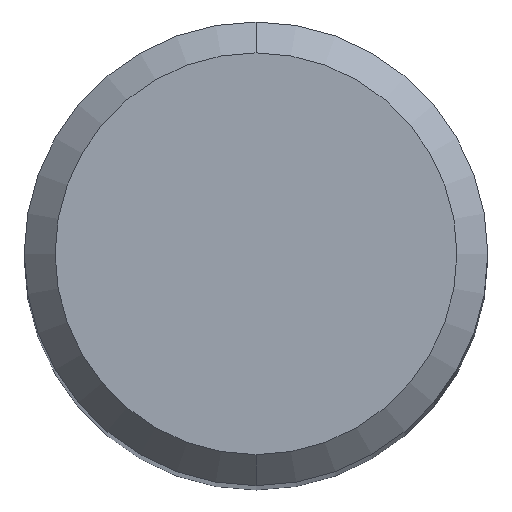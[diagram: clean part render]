
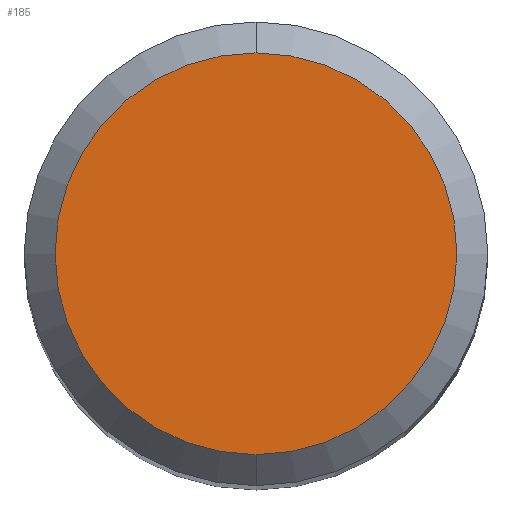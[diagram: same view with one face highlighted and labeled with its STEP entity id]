
A CAD part, top view. The second image highlights one B-rep face of the part: STEP entity #185.
In plain terms, the highlighted planar face has unit normal (0, 0, 1).
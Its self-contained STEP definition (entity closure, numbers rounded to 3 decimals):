
#185=ADVANCED_FACE('',(#493),#494,.T.);
#187=VERTEX_POINT('',#496);
#213=EDGE_CURVE('',#187,#403,#525,.T.);
#403=VERTEX_POINT('',#730);
#425=EDGE_CURVE('',#403,#187,#756,.T.);
#493=FACE_OUTER_BOUND('',#852,.T.);
#494=PLANE('',#853);
#496=CARTESIAN_POINT('',(0.0,2.6,0.0));
#525=CIRCLE('',#902,2.6);
#730=CARTESIAN_POINT('',(0.,-2.6,0.0));
#756=CIRCLE('',#1375,2.6);
#852=EDGE_LOOP('',(#1466,#1467));
#853=AXIS2_PLACEMENT_3D('',#1468,#1469,#1470);
#902=AXIS2_PLACEMENT_3D('',#1506,#1507,#1508);
#1375=AXIS2_PLACEMENT_3D('',#1739,#1740,#1741);
#1466=ORIENTED_EDGE('',*,*,#213,.F.);
#1467=ORIENTED_EDGE('',*,*,#425,.F.);
#1468=CARTESIAN_POINT('',(0.0,1.3,0.0));
#1469=DIRECTION('',(-0.0,0.0,1.0));
#1470=DIRECTION('',(0.0,-1.0,0.0));
#1506=CARTESIAN_POINT('',(0.0,0.0,0.0));
#1507=DIRECTION('',(0.0,0.0,-1.0));
#1508=DIRECTION('',(0.0,1.0,0.0));
#1739=CARTESIAN_POINT('',(0.0,0.0,0.0));
#1740=DIRECTION('',(0.0,0.0,-1.0));
#1741=DIRECTION('',(0.0,1.0,0.0));
